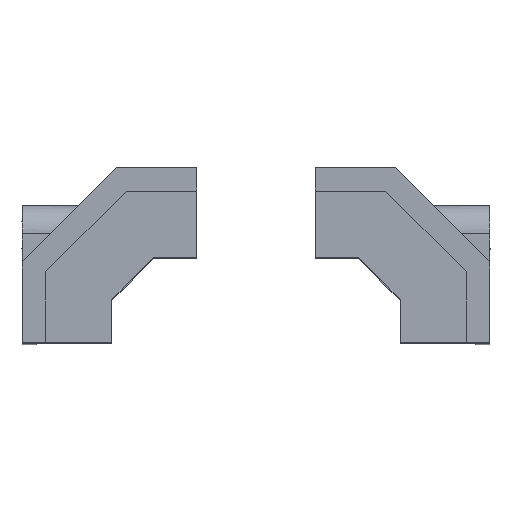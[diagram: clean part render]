
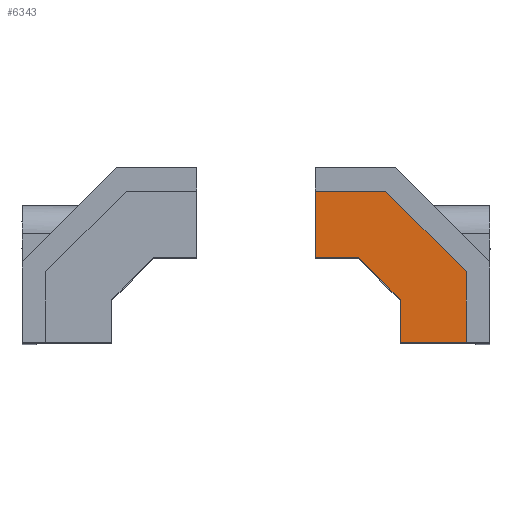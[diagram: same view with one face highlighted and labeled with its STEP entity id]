
A CAD part, top view. The second image highlights one B-rep face of the part: STEP entity #6343.
In plain terms, the highlighted planar face has unit normal (0, 0, 1).
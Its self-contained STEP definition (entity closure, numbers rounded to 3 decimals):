
#314=PLANE('',#6792);
#621=FACE_OUTER_BOUND('',#996,.T.);
#996=EDGE_LOOP('',(#5516,#5517,#5518,#5519,#5520,#5521,#5522,#5523));
#1797=LINE('',#24264,#2285);
#1801=LINE('',#24272,#2289);
#1804=LINE('',#24277,#2292);
#1816=LINE('',#24364,#2304);
#1828=LINE('',#24391,#2316);
#1855=LINE('',#30529,#2343);
#1877=LINE('',#30697,#2365);
#1878=LINE('',#30699,#2366);
#2285=VECTOR('',#7776,1000.);
#2289=VECTOR('',#7782,1000.);
#2292=VECTOR('',#7787,1000.);
#2304=VECTOR('',#7811,1000.);
#2316=VECTOR('',#7835,1000.);
#2343=VECTOR('',#7912,10.);
#2365=VECTOR('',#7978,1000.);
#2366=VECTOR('',#7981,1000.);
#2862=VERTEX_POINT('',#24262);
#2863=VERTEX_POINT('',#24263);
#2866=VERTEX_POINT('',#24271);
#2867=VERTEX_POINT('',#24276);
#2885=VERTEX_POINT('',#24362);
#2886=VERTEX_POINT('',#24363);
#2942=VERTEX_POINT('',#30528);
#2956=VERTEX_POINT('',#30695);
#3692=EDGE_CURVE('',#2862,#2863,#1797,.T.);
#3696=EDGE_CURVE('',#2863,#2866,#1801,.T.);
#3699=EDGE_CURVE('',#2866,#2867,#1804,.T.);
#3719=EDGE_CURVE('',#2885,#2886,#1816,.T.);
#3733=EDGE_CURVE('',#2886,#2862,#1828,.T.);
#3808=EDGE_CURVE('',#2885,#2942,#1855,.T.);
#3841=EDGE_CURVE('',#2956,#2867,#1877,.T.);
#3842=EDGE_CURVE('',#2956,#2942,#1878,.T.);
#5516=ORIENTED_EDGE('',*,*,#3842,.T.);
#5517=ORIENTED_EDGE('',*,*,#3808,.F.);
#5518=ORIENTED_EDGE('',*,*,#3719,.T.);
#5519=ORIENTED_EDGE('',*,*,#3733,.T.);
#5520=ORIENTED_EDGE('',*,*,#3692,.T.);
#5521=ORIENTED_EDGE('',*,*,#3696,.T.);
#5522=ORIENTED_EDGE('',*,*,#3699,.T.);
#5523=ORIENTED_EDGE('',*,*,#3841,.F.);
#6343=ADVANCED_FACE('',(#621),#314,.T.);
#6792=AXIS2_PLACEMENT_3D('',#30700,#7982,#7983);
#7776=DIRECTION('',(1.,0.,0.));
#7782=DIRECTION('',(0.707,-0.707,0.));
#7787=DIRECTION('',(0.,-1.,0.));
#7811=DIRECTION('',(-1.,0.,0.));
#7835=DIRECTION('',(0.,-1.,0.));
#7912=DIRECTION('',(0.707,-0.707,0.));
#7978=DIRECTION('',(-1.,0.,0.));
#7981=DIRECTION('',(0.,1.,0.));
#7982=DIRECTION('center_axis',(0.,0.,1.));
#7983=DIRECTION('ref_axis',(-1.,0.,0.));
#24262=CARTESIAN_POINT('',(164.888,3.837,513.446));
#24263=CARTESIAN_POINT('',(174.018,3.837,513.446));
#24264=CARTESIAN_POINT('',(171.953,3.837,513.446));
#24271=CARTESIAN_POINT('',(182.888,-5.033,513.446));
#24272=CARTESIAN_POINT('',(178.453,-0.598,513.446));
#24276=CARTESIAN_POINT('',(182.888,-14.163,513.446));
#24277=CARTESIAN_POINT('',(182.888,-7.098,513.446));
#24362=CARTESIAN_POINT('',(179.817,17.837,513.446));
#24363=CARTESIAN_POINT('',(164.888,17.837,513.446));
#24364=CARTESIAN_POINT('',(174.853,17.837,513.446));
#24391=CARTESIAN_POINT('',(164.888,46.337,513.446));
#30528=CARTESIAN_POINT('',(196.888,0.766,513.446));
#30529=CARTESIAN_POINT('',(109.224,88.431,513.446));
#30695=CARTESIAN_POINT('',(196.888,-14.163,513.446));
#30697=CARTESIAN_POINT('',(199.388,-14.163,513.446));
#30699=CARTESIAN_POINT('',(196.888,-4.198,513.446));
#30700=CARTESIAN_POINT('Origin',(-91.128,46.337,513.446));
